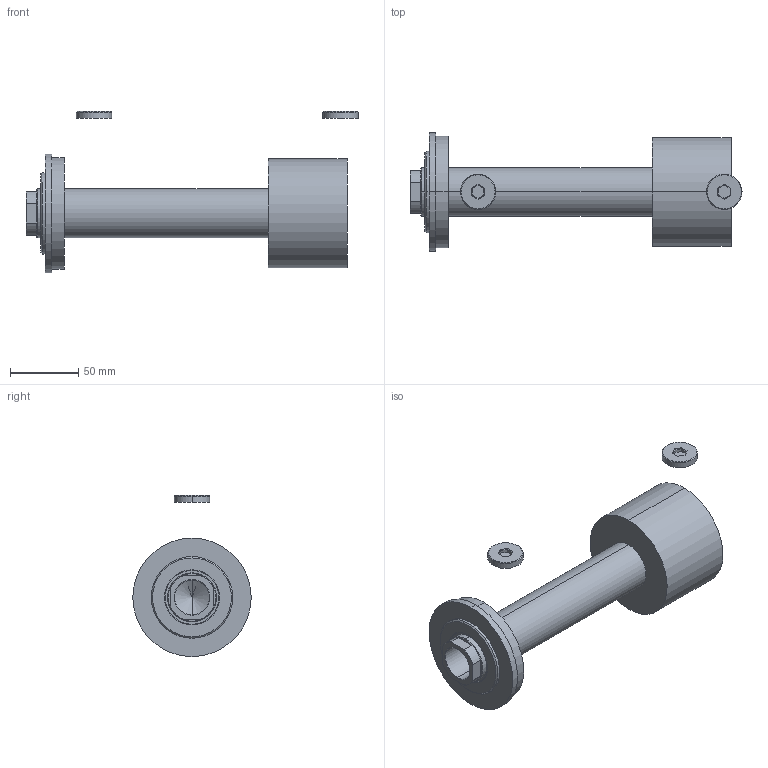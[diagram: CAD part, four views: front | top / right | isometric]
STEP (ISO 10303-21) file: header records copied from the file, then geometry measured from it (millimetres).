
FILE_DESCRIPTION (( 'STEP AP203' ), '1' );
FILE_NAME ('3c09.STEP', '2024-02-12T19:39:18', ( '' ), ( '' ), 'SwSTEP 2.0', 'SolidWorks 2019', '' );
FILE_SCHEMA (( 'CONFIG_CONTROL_DESIGN' ));
Length unit declared in the file: millimetre
Products named in the file (5): V450CM_VC_B b64a296a53226aedccc1be522838006d; V450CM_B_Body b64a296a53226aedccc1be522838006d; V450CM_B_VCP b64a296a53226aedccc1be522838006d; Zatka_OIL_PORT b64a296a53226aedccc1be522838006d; 3c09
Assembly tree (5 placements, depth 2):
  3c09
    V450CM_B_Body b64a296a53226aedccc1be522838006d
    V450CM_B_VCP b64a296a53226aedccc1be522838006d
    V450CM_VC_B b64a296a53226aedccc1be522838006d
    Zatka_OIL_PORT b64a296a53226aedccc1be522838006d  x2
Bounding box: 244 x 87 x 118.4 mm (x, y, z)
Volume: 527037.2 mm3; surface area: 66302.9 mm2
Topology: 4 solids, 4 shells, 89 faces, 190 edges, 115 vertices
Faces by surface type: plane 47, cylinder 26, cone 16
Entity records: 45725 total; most frequent: CARTESIAN_POINT 25534, ORIENTED_EDGE 4644, DIRECTION 2806, EDGE_CURVE 2322, VERTEX_POINT 1529, LINE 1380, VECTOR 1380, EDGE_LOOP 1047
